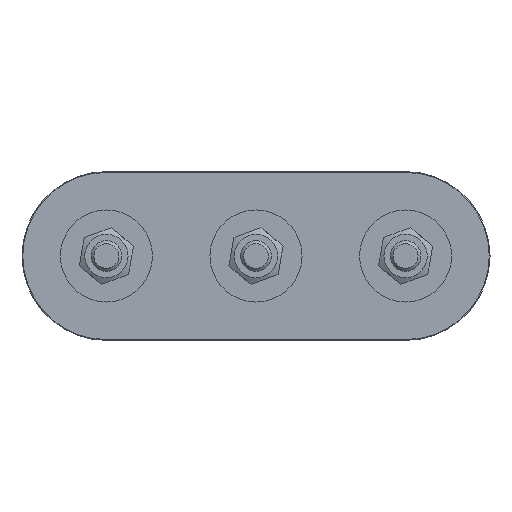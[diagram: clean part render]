
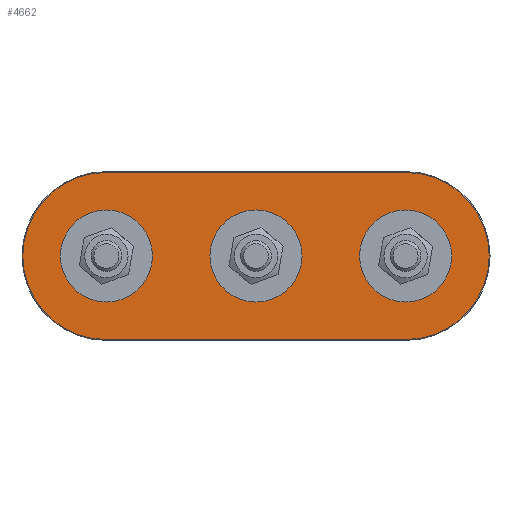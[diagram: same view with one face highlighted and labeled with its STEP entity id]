
A CAD part, front view. The second image highlights one B-rep face of the part: STEP entity #4662.
In plain terms, the highlighted planar face has unit normal (0, -1, 0).
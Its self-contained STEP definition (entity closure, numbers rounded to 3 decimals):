
#332=LINE('',#8377,#443);
#333=LINE('',#8380,#444);
#443=VECTOR('',#6664,10.);
#444=VECTOR('',#6667,10.);
#590=FACE_BOUND('',#1380,.T.);
#591=FACE_BOUND('',#1381,.T.);
#592=FACE_BOUND('',#1382,.T.);
#1036=FACE_OUTER_BOUND('',#1379,.T.);
#1379=EDGE_LOOP('',(#3822,#3823,#3824,#3825));
#1380=EDGE_LOOP('',(#3826));
#1381=EDGE_LOOP('',(#3827));
#1382=EDGE_LOOP('',(#3828));
#1618=CIRCLE('',#4755,4.);
#1707=CIRCLE('',#4929,4.);
#1796=CIRCLE('',#5103,4.);
#1889=CIRCLE('',#5282,21.8);
#1890=CIRCLE('',#5283,21.8);
#2049=VERTEX_POINT('',#7162);
#2162=VERTEX_POINT('',#7578);
#2275=VERTEX_POINT('',#7994);
#2380=VERTEX_POINT('',#8373);
#2381=VERTEX_POINT('',#8374);
#2382=VERTEX_POINT('',#8376);
#2383=VERTEX_POINT('',#8378);
#2533=EDGE_CURVE('',#2049,#2049,#1618,.T.);
#2672=EDGE_CURVE('',#2162,#2162,#1707,.T.);
#2811=EDGE_CURVE('',#2275,#2275,#1796,.T.);
#2943=EDGE_CURVE('',#2380,#2381,#1889,.T.);
#2944=EDGE_CURVE('',#2382,#2380,#332,.T.);
#2945=EDGE_CURVE('',#2383,#2382,#1890,.T.);
#2946=EDGE_CURVE('',#2381,#2383,#333,.T.);
#3822=ORIENTED_EDGE('',*,*,#2943,.F.);
#3823=ORIENTED_EDGE('',*,*,#2944,.F.);
#3824=ORIENTED_EDGE('',*,*,#2945,.F.);
#3825=ORIENTED_EDGE('',*,*,#2946,.F.);
#3826=ORIENTED_EDGE('',*,*,#2533,.T.);
#3827=ORIENTED_EDGE('',*,*,#2672,.T.);
#3828=ORIENTED_EDGE('',*,*,#2811,.T.);
#4380=PLANE('',#5281);
#4662=ADVANCED_FACE('',(#1036,#590,#591,#592),#4380,.T.);
#4755=AXIS2_PLACEMENT_3D('',#7164,#5535,#5536);
#4929=AXIS2_PLACEMENT_3D('',#7580,#5907,#5908);
#5103=AXIS2_PLACEMENT_3D('',#7996,#6279,#6280);
#5281=AXIS2_PLACEMENT_3D('',#8372,#6660,#6661);
#5282=AXIS2_PLACEMENT_3D('',#8375,#6662,#6663);
#5283=AXIS2_PLACEMENT_3D('',#8379,#6665,#6666);
#5535=DIRECTION('center_axis',(0.,1.,0.));
#5536=DIRECTION('ref_axis',(-0.174,0.,-0.985));
#5907=DIRECTION('center_axis',(0.,1.,0.));
#5908=DIRECTION('ref_axis',(-0.174,0.,-0.985));
#6279=DIRECTION('center_axis',(0.,1.,0.));
#6280=DIRECTION('ref_axis',(-0.174,0.,-0.985));
#6660=DIRECTION('center_axis',(0.,-1.,0.));
#6661=DIRECTION('ref_axis',(1.,0.,0.));
#6662=DIRECTION('center_axis',(0.,1.,0.));
#6663=DIRECTION('ref_axis',(1.,0.,0.));
#6664=DIRECTION('',(1.,0.,0.));
#6665=DIRECTION('center_axis',(0.,1.,0.));
#6666=DIRECTION('ref_axis',(-1.,0.,0.));
#6667=DIRECTION('',(-1.,0.,0.));
#7162=CARTESIAN_POINT('',(39.695,0.,3.939));
#7164=CARTESIAN_POINT('Origin',(39.,0.,0.));
#7578=CARTESIAN_POINT('',(0.695,0.,3.939));
#7580=CARTESIAN_POINT('Origin',(0.,0.,0.));
#7994=CARTESIAN_POINT('',(-38.305,0.,3.939));
#7996=CARTESIAN_POINT('Origin',(-39.,0.,0.));
#8372=CARTESIAN_POINT('Origin',(0.,0.,0.));
#8373=CARTESIAN_POINT('',(39.,0.,21.8));
#8374=CARTESIAN_POINT('',(39.,0.,-21.8));
#8375=CARTESIAN_POINT('Origin',(39.,0.,0.));
#8376=CARTESIAN_POINT('',(-39.,0.,21.8));
#8377=CARTESIAN_POINT('',(19.5,0.,21.8));
#8378=CARTESIAN_POINT('',(-39.,0.,-21.8));
#8379=CARTESIAN_POINT('Origin',(-39.,0.,0.));
#8380=CARTESIAN_POINT('',(-19.5,0.,-21.8));
